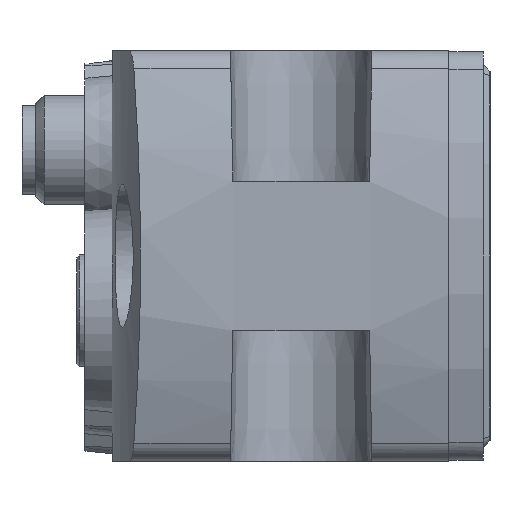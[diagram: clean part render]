
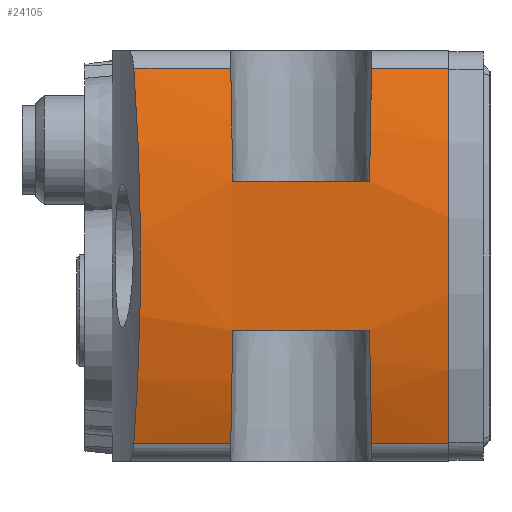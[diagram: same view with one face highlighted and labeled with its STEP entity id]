
A CAD part, left-side view. The second image highlights one B-rep face of the part: STEP entity #24105.
In plain terms, the highlighted cylindrical face has radius 39.024 mm (diameter 78.047 mm), a partial arc.
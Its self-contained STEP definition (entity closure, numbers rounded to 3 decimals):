
#113=B_SPLINE_CURVE_WITH_KNOTS('',3,(#32781,#32782,#32783,#32784,#32785,
#32786,#32787,#32788),.UNSPECIFIED.,.F.,.F.,(4,1,1,1,1,4),(0.,
0.007,0.01,0.014,0.021,
0.028),.UNSPECIFIED.);
#186=CYLINDRICAL_SURFACE('',#25308,39.024);
#563=CIRCLE('',#25311,39.024);
#1509=LINE('',#33289,#3203);
#1514=LINE('',#33305,#3208);
#1515=LINE('',#33311,#3209);
#1516=LINE('',#33323,#3210);
#1517=LINE('',#33327,#3211);
#1518=LINE('',#33332,#3212);
#3203=VECTOR('',#27702,1000.);
#3208=VECTOR('',#27713,1000.);
#3209=VECTOR('',#27722,1000.);
#3210=VECTOR('',#27741,1000.);
#3211=VECTOR('',#27744,1000.);
#3212=VECTOR('',#27749,1000.);
#5231=ORIENTED_EDGE('',*,*,#10085,.T.);
#5232=ORIENTED_EDGE('',*,*,#10090,.T.);
#5233=ORIENTED_EDGE('',*,*,#10082,.T.);
#5234=ORIENTED_EDGE('',*,*,#10091,.T.);
#5235=ORIENTED_EDGE('',*,*,#10092,.T.);
#5236=ORIENTED_EDGE('',*,*,#10093,.T.);
#5237=ORIENTED_EDGE('',*,*,#10094,.F.);
#5238=ORIENTED_EDGE('',*,*,#10095,.F.);
#5239=ORIENTED_EDGE('',*,*,#10075,.F.);
#5240=ORIENTED_EDGE('',*,*,#10096,.F.);
#5241=ORIENTED_EDGE('',*,*,#10097,.F.);
#5242=ORIENTED_EDGE('',*,*,#9847,.T.);
#9847=EDGE_CURVE('',#12320,#12319,#113,.T.);
#10075=EDGE_CURVE('',#12481,#12482,#1509,.T.);
#10082=EDGE_CURVE('',#12486,#12488,#1514,.T.);
#10085=EDGE_CURVE('',#12319,#12489,#1515,.T.);
#10090=EDGE_CURVE('',#12489,#12486,#13753,.F.);
#10091=EDGE_CURVE('',#12488,#12491,#13754,.F.);
#10092=EDGE_CURVE('',#12491,#12492,#1516,.T.);
#10093=EDGE_CURVE('',#12492,#12493,#563,.T.);
#10094=EDGE_CURVE('',#12494,#12493,#1517,.T.);
#10095=EDGE_CURVE('',#12482,#12494,#13755,.T.);
#10096=EDGE_CURVE('',#12495,#12481,#13756,.T.);
#10097=EDGE_CURVE('',#12320,#12495,#1518,.T.);
#12319=VERTEX_POINT('',#32780);
#12320=VERTEX_POINT('',#32789);
#12481=VERTEX_POINT('',#33290);
#12482=VERTEX_POINT('',#33291);
#12486=VERTEX_POINT('',#33300);
#12488=VERTEX_POINT('',#33304);
#12489=VERTEX_POINT('',#33310);
#12491=VERTEX_POINT('',#33322);
#12492=VERTEX_POINT('',#33324);
#12493=VERTEX_POINT('',#33326);
#12494=VERTEX_POINT('',#33328);
#12495=VERTEX_POINT('',#33331);
#13753=ELLIPSE('',#25309,39.03,39.024);
#13754=ELLIPSE('',#25310,39.03,39.024);
#13755=ELLIPSE('',#25312,39.03,39.024);
#13756=ELLIPSE('',#25313,39.03,39.024);
#13882=EDGE_LOOP('',(#5231,#5232,#5233,#5234,#5235,#5236,#5237,#5238,#5239,
#5240,#5241,#5242));
#15138=FACE_BOUND('',#13882,.T.);
#24105=ADVANCED_FACE('',(#15138),#186,.T.);
#25308=AXIS2_PLACEMENT_3D('',#33319,#27735,#27736);
#25309=AXIS2_PLACEMENT_3D('',#33320,#27737,#27738);
#25310=AXIS2_PLACEMENT_3D('',#33321,#27739,#27740);
#25311=AXIS2_PLACEMENT_3D('',#33325,#27742,#27743);
#25312=AXIS2_PLACEMENT_3D('',#33329,#27745,#27746);
#25313=AXIS2_PLACEMENT_3D('',#33330,#27747,#27748);
#27702=DIRECTION('',(0.,-1.,0.));
#27713=DIRECTION('',(0.,-1.,0.));
#27722=DIRECTION('',(0.,-1.,0.));
#27735=DIRECTION('',(0.,-1.,0.));
#27736=DIRECTION('',(0.,0.,-1.));
#27737=DIRECTION('',(0.,-1.,-0.017));
#27738=DIRECTION('',(0.,-0.017,1.));
#27739=DIRECTION('',(0.,1.,-0.017));
#27740=DIRECTION('',(0.,-0.017,-1.));
#27741=DIRECTION('',(0.,-1.,0.));
#27742=DIRECTION('',(0.,1.,0.));
#27743=DIRECTION('',(1.,0.,0.));
#27744=DIRECTION('',(0.,-1.,0.));
#27745=DIRECTION('',(0.,1.,0.017));
#27746=DIRECTION('',(0.,-0.017,1.));
#27747=DIRECTION('',(0.,-1.,0.017));
#27748=DIRECTION('',(0.,-0.017,-1.));
#27749=DIRECTION('',(0.,-1.,0.));
#32780=CARTESIAN_POINT('',(-82.465,26.027,-13.702));
#32781=CARTESIAN_POINT('',(-82.465,26.027,13.702));
#32782=CARTESIAN_POINT('',(-83.291,25.873,11.501));
#32783=CARTESIAN_POINT('',(-84.215,25.685,8.134));
#32784=CARTESIAN_POINT('',(-84.843,25.552,3.531));
#32785=CARTESIAN_POINT('',(-85.056,25.506,-1.184));
#32786=CARTESIAN_POINT('',(-84.533,25.62,-6.97));
#32787=CARTESIAN_POINT('',(-83.291,25.873,-11.501));
#32788=CARTESIAN_POINT('',(-82.465,26.027,-13.702));
#32789=CARTESIAN_POINT('',(-82.465,26.027,13.702));
#33289=CARTESIAN_POINT('',(-84.566,27.6,5.459));
#33290=CARTESIAN_POINT('',(-84.566,18.8,5.459));
#33291=CARTESIAN_POINT('',(-84.566,8.8,5.459));
#33300=CARTESIAN_POINT('',(-84.566,18.8,-5.459));
#33304=CARTESIAN_POINT('',(-84.566,8.8,-5.459));
#33305=CARTESIAN_POINT('',(-84.566,27.6,-5.459));
#33310=CARTESIAN_POINT('',(-82.465,18.944,-13.702));
#33311=CARTESIAN_POINT('',(-82.465,27.6,-13.702));
#33319=CARTESIAN_POINT('',(-45.926,27.6,0.));
#33320=CARTESIAN_POINT('',(-45.926,18.705,0.));
#33321=CARTESIAN_POINT('',(-45.926,8.895,0.));
#33322=CARTESIAN_POINT('',(-82.465,8.656,-13.702));
#33323=CARTESIAN_POINT('',(-82.465,27.6,-13.702));
#33324=CARTESIAN_POINT('',(-82.465,3.,-13.702));
#33325=CARTESIAN_POINT('',(-45.926,3.,0.));
#33326=CARTESIAN_POINT('',(-82.465,3.,13.702));
#33327=CARTESIAN_POINT('',(-82.465,27.6,13.702));
#33328=CARTESIAN_POINT('',(-82.465,8.656,13.702));
#33329=CARTESIAN_POINT('',(-45.926,8.895,0.));
#33330=CARTESIAN_POINT('',(-45.926,18.705,0.));
#33331=CARTESIAN_POINT('',(-82.465,18.944,13.702));
#33332=CARTESIAN_POINT('',(-82.465,27.6,13.702));
